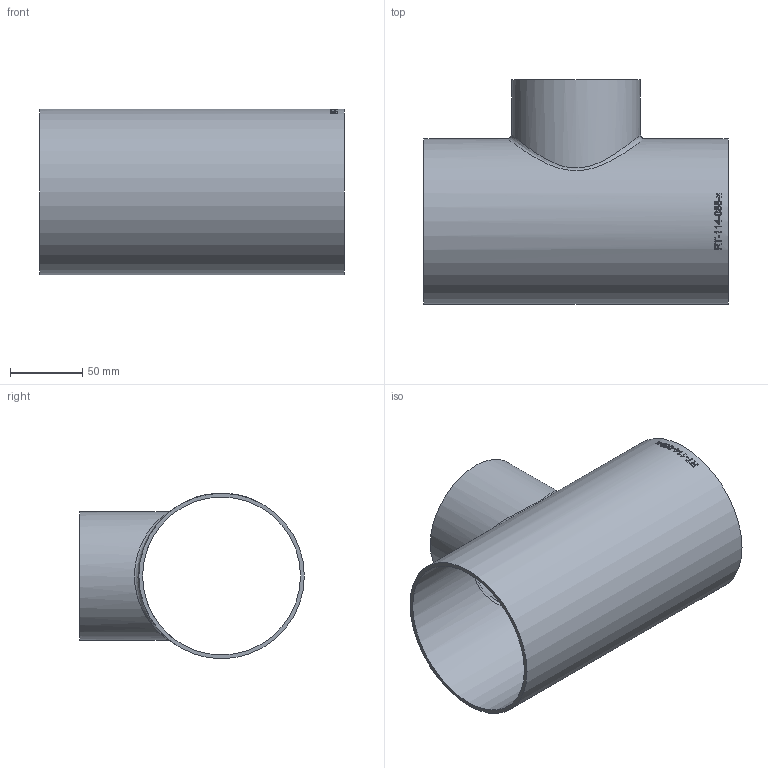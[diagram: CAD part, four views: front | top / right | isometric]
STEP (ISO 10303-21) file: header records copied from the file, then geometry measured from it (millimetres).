
FILE_DESCRIPTION (( 'STEP AP214' ), '1' );
FILE_NAME ('RT-114-088-x T-Stück Ø114,3x2,6-Ø88,9x2,3 BL210 1910.STEP', '2019-10-21T10:04:00', ( '' ), ( '' ), 'SwSTEP 2.0', 'SolidWorks 2016', '' );
FILE_SCHEMA (( 'AUTOMOTIVE_DESIGN' ));
Length unit declared in the file: millimetre
Products named in the file (1): RT-114-088-x T-Stück Ø114,3x2,6-Ø88,9x2,3 BL210 1910
Bounding box: 210 x 155.15 x 114.3 mm (x, y, z)
Volume: 207160.5 mm3; surface area: 164748.5 mm2
Topology: 1 solids, 1 shells, 152 faces, 391 edges, 260 vertices
Faces by surface type: bspline 71, plane 58, cylinder 23
Full cylindrical faces by diameter (mm): 84.3 x1, 88.9 x1, 109.1 x1, 114.3 x1
Entity records: 17801 total; most frequent: CARTESIAN_POINT 13187, ORIENTED_EDGE 764, DIRECTION 388, EDGE_CURVE 382, VERTEX_POINT 258, B_SPLINE_CURVE_WITH_KNOTS 224, EDGE_LOOP 182, FACE_OUTER_BOUND 158
